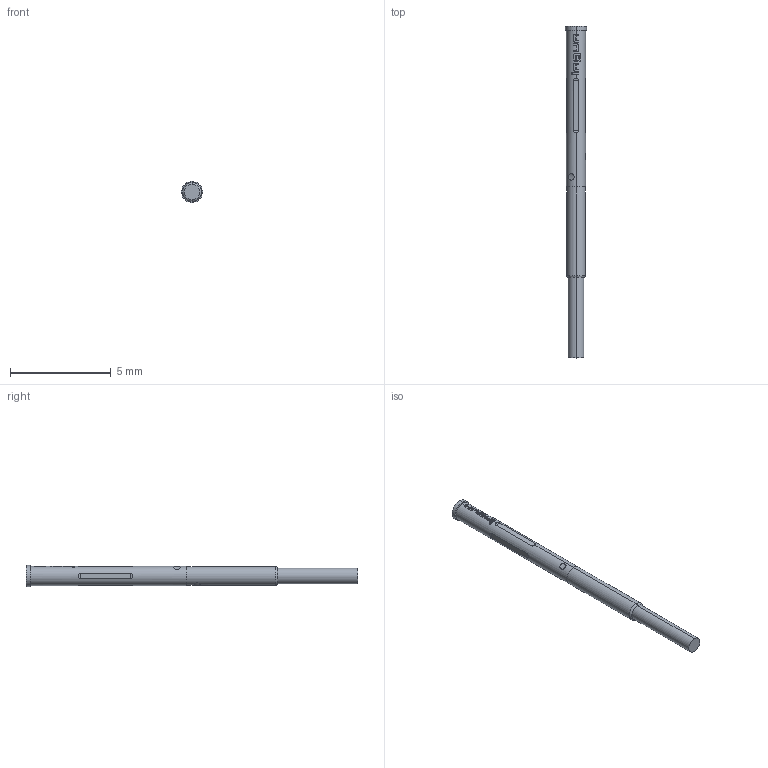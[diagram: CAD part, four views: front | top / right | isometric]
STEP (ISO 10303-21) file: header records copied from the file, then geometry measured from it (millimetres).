
FILE_DESCRIPTION (( 'STEP AP203' ), '1' );
FILE_NAME ('INGUN_KS-079_35.STEP', '2022-02-09T05:10:31', ( 'ochi' ), ( '' ), 'SwSTEP 2.0', 'SolidWorks 2018', '' );
FILE_SCHEMA (( 'CONFIG_CONTROL_DESIGN' ));
Length unit declared in the file: millimetre
Products named in the file (1): INGUN_KS-079_35
Bounding box: 1.05 x 16.5 x 1.05 mm (x, y, z)
Volume: 10.7 mm3; surface area: 48.7 mm2
Topology: 1 solids, 1 shells, 110 faces, 302 edges, 202 vertices
Faces by surface type: plane 48, cylinder 35, bspline 25, torus 2
Entity records: 3858 total; most frequent: CARTESIAN_POINT 1166, ORIENTED_EDGE 604, DIRECTION 464, EDGE_CURVE 302, VERTEX_POINT 202, AXIS2_PLACEMENT_3D 180, EDGE_LOOP 118, FACE_OUTER_BOUND 110
